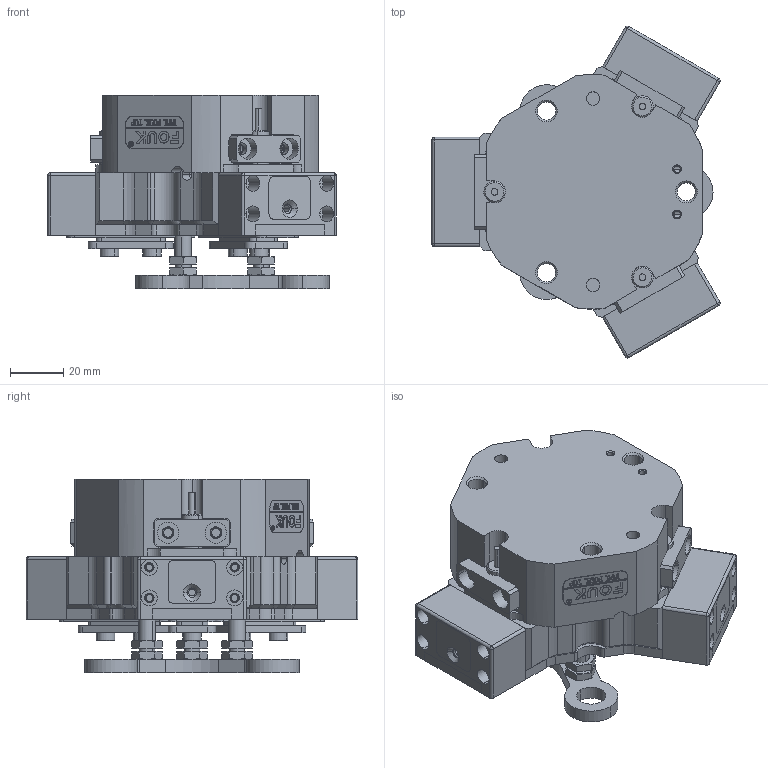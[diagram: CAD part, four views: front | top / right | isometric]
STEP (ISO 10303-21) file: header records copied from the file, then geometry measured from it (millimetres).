
FILE_DESCRIPTION (( 'STEP AP203' ), '1' );
FILE_NAME ('TZ55-94-S-C28-P.STEP', '2024-12-09T01:34:29', ( 'USER-' ), ( 'Microsoft' ), 'SwSTEP 2.0', 'SolidWorks 2018', '' );
FILE_SCHEMA (( 'CONFIG_CONTROL_DESIGN' ));
Length unit declared in the file: millimetre
Products named in the file (31): TZ55-94-P杅耀.sldasm-Part-31-1; TZ55-94-P杅耀.sldasm-Part-28-1; TZ55-94-P杅耀.sldasm-Part-27-1; TZ55-94-P杅耀.sldasm-Part-12-1; 25x12-R3; TZ55-94-C28杅耀.sldasm-Part-7; TZ55-94-P杅耀.sldasm-Part-13; 揤輸杅耀.sldasm-Part-9; TZ55-94-P杅耀.sldasm-Part-2-1; TZ55-94-P杅耀.sldasm-Part-3-1; TZ55-94-P杅耀.sldasm-Part-30-1; TZ55-94-P杅耀.sldasm-Part-24-1; GB╱T 6174-2016[六角薄螺母 无倒角M6]-1; TZ55-94-P杅耀.sldasm-Part-1-1; TZ55-94-P杅耀.sldasm-Part-4-1; TZ55-94-P杅耀.sldasm-Part-11-1; 8-18換覜ん; 埴翐芛_GB_FASTENER_SCREWS_HSHCS M2X8-N; TZ55-94-P杅耀.sldasm-Part-20-1; TZ55-94-P杅耀.sldasm-Part-16-1; TZ55-94-C28杅耀.sldasm-Part-4; TZ55-94-S-02 賑輸; TZ55-94-P杅耀.sldasm-Part-7-1; TZ55-94-S-C28-P; TZ55-94-P杅耀.sldasm-Part-9-1; TZ55-94-C28杅耀.sldasm-Part-14; TZ55-94-P杅耀.sldasm-Part-19-1; 揤輸蚾饜极; TZ55-94-P杅耀.sldasm-Part-18; TZ55-94-S; TZ55-94-P杅耀.sldasm-Part-15-1
Assembly tree (47 placements, depth 4):
  TZ55-94-S-C28-P
    TZ55-94-P杅耀.sldasm-Part-1-1  x3
    TZ55-94-P杅耀.sldasm-Part-2-1  x2
    TZ55-94-P杅耀.sldasm-Part-3-1
    TZ55-94-P杅耀.sldasm-Part-4-1
    TZ55-94-P杅耀.sldasm-Part-7-1
    TZ55-94-P杅耀.sldasm-Part-9-1
    TZ55-94-P杅耀.sldasm-Part-11-1
    TZ55-94-P杅耀.sldasm-Part-12-1
    TZ55-94-P杅耀.sldasm-Part-13
    TZ55-94-P杅耀.sldasm-Part-15-1
    TZ55-94-P杅耀.sldasm-Part-16-1
    TZ55-94-P杅耀.sldasm-Part-18
    TZ55-94-P杅耀.sldasm-Part-19-1
    TZ55-94-P杅耀.sldasm-Part-20-1
    TZ55-94-P杅耀.sldasm-Part-24-1
    TZ55-94-P杅耀.sldasm-Part-27-1  x2
    TZ55-94-P杅耀.sldasm-Part-28-1
    TZ55-94-P杅耀.sldasm-Part-30-1
    TZ55-94-P杅耀.sldasm-Part-31-1
    GB╱T 6174-2016[六角薄螺母 无倒角M6]-1  x6
    TZ55-94-S
      TZ55-94-C28杅耀.sldasm-Part-4
      TZ55-94-C28杅耀.sldasm-Part-7
      TZ55-94-C28杅耀.sldasm-Part-14
      TZ55-94-S-02 賑輸  x3
      8-18換覜ん  x2
      揤輸蚾饜极  x3
        揤輸杅耀.sldasm-Part-9
        埴翐芛_GB_FASTENER_SCREWS_HSHCS M2X8-N
      25x12-R3
    TZ55-94-C28杅耀.sldasm-Part-14
    8-18換覜ん
Bounding box: 108.14 x 124.56 x 72.5 mm (x, y, z)
Volume: 313595.5 mm3; surface area: 113012.3 mm2
Topology: 49 solids, 89 shells, 2293 faces, 5636 edges, 3567 vertices
Faces by surface type: plane 1048, cylinder 713, cone 426, bspline 88, torus 12, sphere 6
Entity records: 61057 total; most frequent: CARTESIAN_POINT 13799, DIRECTION 9240, ORIENTED_EDGE 8798, EDGE_CURVE 4399, AXIS2_PLACEMENT_3D 3288, VERTEX_POINT 2853, VECTOR 2664, LINE 2664
